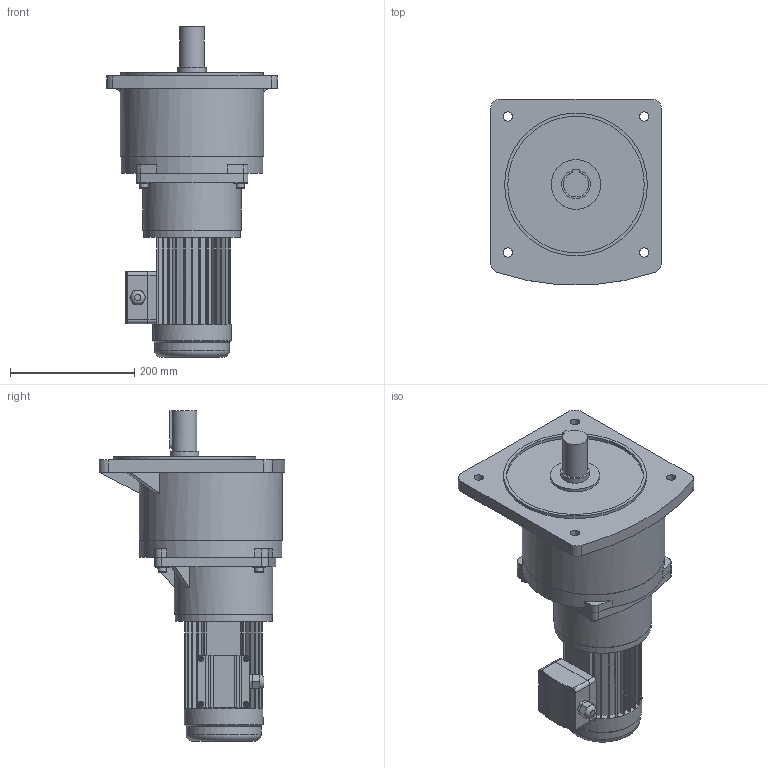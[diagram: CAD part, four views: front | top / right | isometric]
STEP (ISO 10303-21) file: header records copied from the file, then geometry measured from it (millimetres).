
FILE_DESCRIPTION(/* description */ (''),/* implementation_level */ '2;1');
FILE_NAME(/* name */ 'GV立式高速比附三相、单相铝壳（刹车）齿轮减速马达[GV-40-400W-1000-S-A法兰-G1-LD-VO].stp',/* time_stamp */ '2022-01-11T08:59:43+08:00',/* author */ ('Administrator'),/* organization */ (''),/* preprocessor_version */ 'ST-DEVELOPER v15.2',/* originating_system */ 'Autodesk Inventor 2014',/* authorisation */ '');
FILE_SCHEMA (('AUTOMOTIVE_DESIGN { 1 0 10303 214 3 1 1 }'));
Length unit declared in the file: millimetre
Products named in the file (3): STP_40_400W 1u2HP___G1_LD__A__3; STP_40_400W 1u2HP___G1_LD__A__1; [GV-40-400W-1000-S-A法兰-G
1-LD-VO]
Bounding box: 275 x 299.14 x 532 mm (x, y, z)
Volume: 12156776.5 mm3; surface area: 617796.4 mm2
Topology: 3 solids, 3 shells, 637 faces, 1599 edges, 1057 vertices
Faces by surface type: plane 543, cylinder 79, torus 9, sphere 4, cone 1, bspline 1
Full cylindrical faces by diameter (mm): 8 x4, 8.5 x4, 11 x4, 13.2 x4, 15 x4, 22 x4, 28 x1, 30 x2, 32.42 x1, 40 x1, 46.1 x1, 56 x1, 80 x1, 107.95 x1, 121 x1, 127 x1, 156.4 x1, 158.4 x1, 160 x1, 170 x1, 220 x1, 228.6 x1, 230 x1, 230.6 x1
Entity records: 18652 total; most frequent: CARTESIAN_POINT 3279, DIRECTION 3104, ORIENTED_EDGE 3058, EDGE_CURVE 1529, LINE 1226, VECTOR 1226, VERTEX_POINT 1044, AXIS2_PLACEMENT_3D 939
